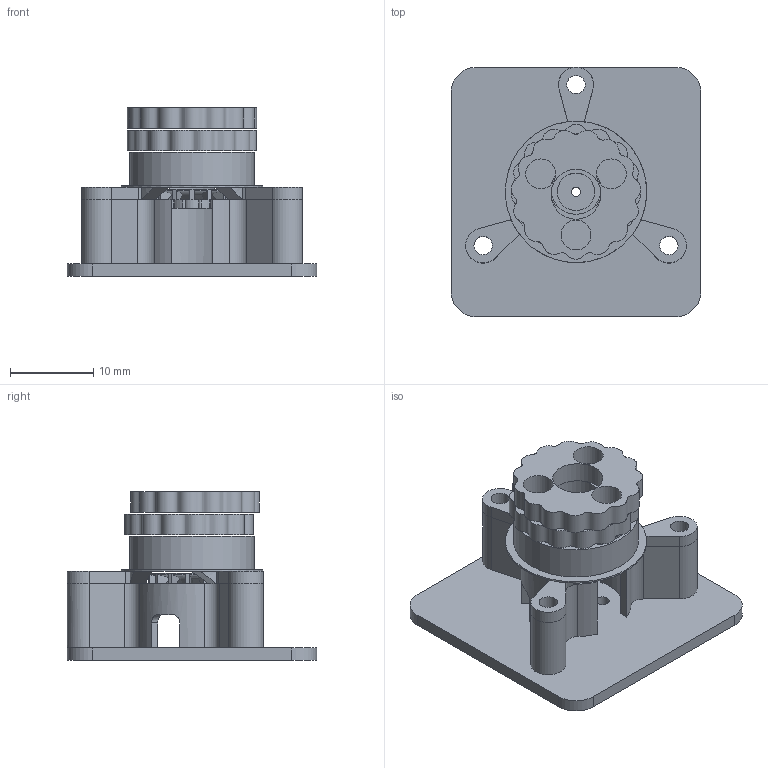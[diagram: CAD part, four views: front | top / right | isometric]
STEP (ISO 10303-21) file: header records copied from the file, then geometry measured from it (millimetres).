
FILE_DESCRIPTION(/* description */ ('STEP AP242','CAx-IF Rec.Pracs.---Representation and Presentation of Product Manufacturing Information (PMI)---4.0---2014-10-13','CAx-IF Rec.Pracs.---3D Tessellated Geometry---0.4---2014-09-14','2;1'),/* implementation_level */ '2;1');
FILE_NAME(/* name */ '66a56e85ef2cb7436608d80f',/* time_stamp */ '2024-07-27T22:02:45Z',/* author */ (''),/* organization */ (''),/* preprocessor_version */ 'ST-DEVELOPER v20',/* originating_system */ ' ',/* authorisation */ ' ');
FILE_SCHEMA (('AP242_MANAGED_MODEL_BASED_3D_ENGINEERING_MIM_LF { 1 0 10303 442 1 1 4 }'));
Length unit declared in the file: metre
Products named in the file (5): 2nd disk; 1st disk; base gearbox plate; motor mount; center shaft bottom
Bounding box: 30 x 30 x 20.3 mm (x, y, z)
Volume: 3367.5 mm3; surface area: 5238.4 mm2
Topology: 5 solids, 5 shells, 205 faces, 564 edges, 369 vertices
Faces by surface type: plane 120, cylinder 78, bspline 7
Full cylindrical faces by diameter (mm): 1.1 x1, 1.6 x3, 2.2 x6, 3.3 x2, 3.6 x6, 4.5 x1, 6 x2, 10.5 x1, 15 x1, 17 x1
Entity records: 8247 total; most frequent: CARTESIAN_POINT 2914, DIRECTION 1082, ORIENTED_EDGE 1062, EDGE_CURVE 531, AXIS2_PLACEMENT_3D 413, VERTEX_POINT 363, EDGE_LOOP 278, FACE_BOUND 278
